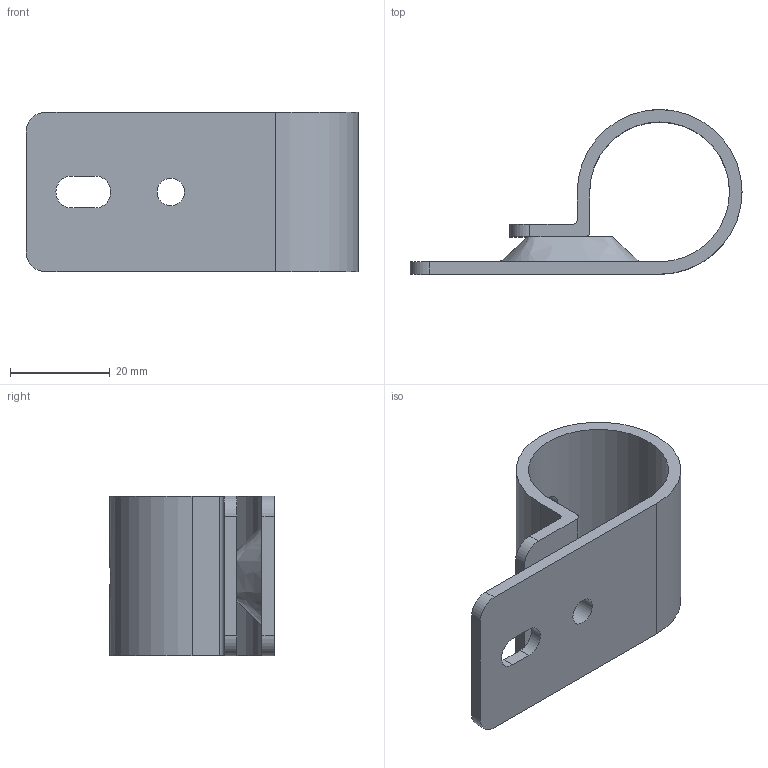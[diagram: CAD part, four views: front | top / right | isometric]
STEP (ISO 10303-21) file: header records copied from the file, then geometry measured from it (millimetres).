
FILE_DESCRIPTION(/* description */ ('Kovová spojka GA-15S WZ'),/* implementation_level */ '2;1');
FILE_NAME(/* name */ '350014.stp',/* time_stamp */ '2020-10-12T12:27:27+02:00',/* author */ ('Nockin'),/* organization */ ('Alutec K&K'),/* preprocessor_version */ 'ST-DEVELOPER v18.1',/* originating_system */ 'Autodesk Inventor 2021',/* authorisation */ '');
FILE_SCHEMA (('AUTOMOTIVE_DESIGN { 1 0 10303 214 3 1 1 }'));
Length unit declared in the file: millimetre
Products named in the file (1): 400-555-00-350014
Bounding box: 66.5 x 33 x 32 mm (x, y, z)
Volume: 12560.3 mm3; surface area: 10045.7 mm2
Topology: 1 solids, 1 shells, 28 faces, 79 edges, 53 vertices
Faces by surface type: plane 14, cylinder 13, bspline 1
Full cylindrical faces by diameter (mm): 4.5 x1, 5.51 x1, 6.4 x1
Entity records: 1222 total; most frequent: CARTESIAN_POINT 434, ORIENTED_EDGE 158, DIRECTION 149, EDGE_CURVE 79, VERTEX_POINT 53, AXIS2_PLACEMENT_3D 52, LINE 45, VECTOR 45
